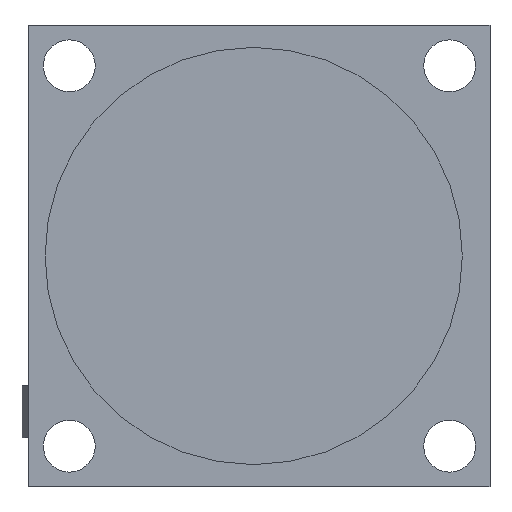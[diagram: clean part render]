
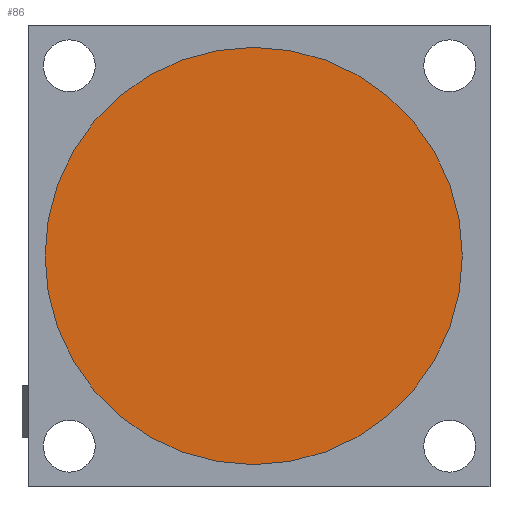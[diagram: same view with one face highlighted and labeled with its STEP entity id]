
A CAD part, left-side view. The second image highlights one B-rep face of the part: STEP entity #86.
In plain terms, the highlighted planar face has unit normal (-1, 0, 0).
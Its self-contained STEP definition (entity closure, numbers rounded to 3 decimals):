
#86=ADVANCED_FACE('',(#179),#180,.F.);
#179=FACE_OUTER_BOUND('',#272,.T.);
#180=PLANE('',#273);
#272=EDGE_LOOP('',(#608,#609));
#273=AXIS2_PLACEMENT_3D('',#610,#611,#612);
#608=ORIENTED_EDGE('',*,*,#720,.F.);
#609=ORIENTED_EDGE('',*,*,#718,.F.);
#610=CARTESIAN_POINT('',(14.0,0.0,0.0));
#611=DIRECTION('',(1.0,0.0,0.0));
#612=DIRECTION('',(0.0,1.0,0.0));
#718=EDGE_CURVE('',#895,#897,#898,.T.);
#720=EDGE_CURVE('',#897,#895,#900,.T.);
#895=VERTEX_POINT('',#1137);
#897=VERTEX_POINT('',#1140);
#898=CIRCLE('',#1141,18.1);
#900=CIRCLE('',#1144,18.1);
#1137=CARTESIAN_POINT('',(14.0,18.6,0.0));
#1140=CARTESIAN_POINT('',(14.0,-17.6,0.0));
#1141=AXIS2_PLACEMENT_3D('',#1334,#1335,#1336);
#1144=AXIS2_PLACEMENT_3D('',#1338,#1339,#1340);
#1334=CARTESIAN_POINT('',(14.0,0.5,0.0));
#1335=DIRECTION('',(1.0,0.0,0.0));
#1336=DIRECTION('',(0.0,1.0,0.0));
#1338=CARTESIAN_POINT('',(14.0,0.5,0.0));
#1339=DIRECTION('',(1.0,0.0,0.0));
#1340=DIRECTION('',(0.0,-1.0,0.0));
